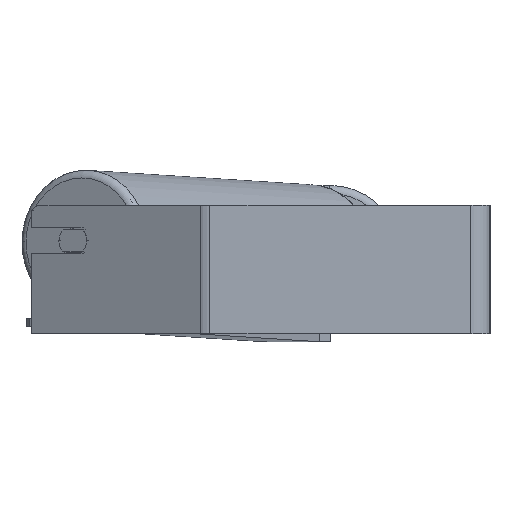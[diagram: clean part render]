
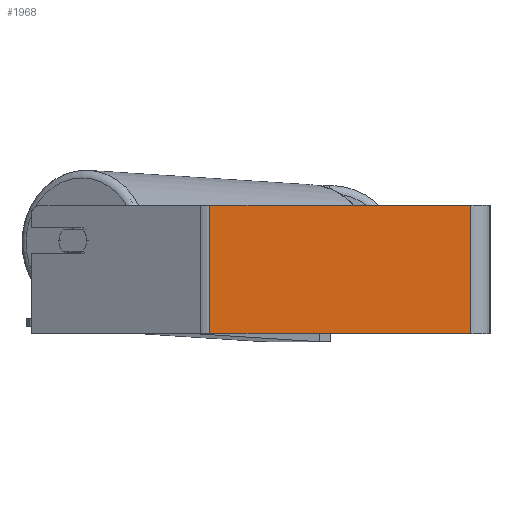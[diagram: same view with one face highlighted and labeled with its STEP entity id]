
A CAD part, left-side view. The second image highlights one B-rep face of the part: STEP entity #1968.
In plain terms, the highlighted planar face has unit normal (-1, 0, 0).
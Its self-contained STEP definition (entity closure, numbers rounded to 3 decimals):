
#14 = LINE ( 'NONE', #3455, #7171 ) ;
#108 = EDGE_CURVE ( 'NONE', #4771, #3875, #6075, .T. ) ;
#182 = LINE ( 'NONE', #2942, #4119 ) ;
#386 = VECTOR ( 'NONE', #6119, 1000. ) ;
#813 = EDGE_CURVE ( 'NONE', #3875, #4735, #6183, .T. ) ;
#1195 = FACE_OUTER_BOUND ( 'NONE', #3077, .T. ) ;
#1285 = PLANE ( 'NONE',  #7436 ) ;
#1518 = DIRECTION ( 'NONE',  ( 0., 0., -1. ) ) ;
#1790 = DIRECTION ( 'NONE',  ( 0., 0., -1. ) ) ;
#1968 = ADVANCED_FACE ( 'NONE', ( #1195 ), #1285, .F. ) ;
#2090 = CARTESIAN_POINT ( 'NONE',  ( -490., 12., 40. ) ) ;
#2232 = CARTESIAN_POINT ( 'NONE',  ( -490., 12., 40. ) ) ;
#2942 = CARTESIAN_POINT ( 'NONE',  ( -490., 174.94, 40. ) ) ;
#3077 = EDGE_LOOP ( 'NONE', ( #4812, #4265, #5626, #8550 ) ) ;
#3314 = CARTESIAN_POINT ( 'NONE',  ( -490., 178.155, 40. ) ) ;
#3455 = CARTESIAN_POINT ( 'NONE',  ( -490., 178.155, -40. ) ) ;
#3549 = DIRECTION ( 'NONE',  ( 0., -1., 0. ) ) ;
#3875 = VERTEX_POINT ( 'NONE', #2232 ) ;
#3930 = CARTESIAN_POINT ( 'NONE',  ( -490., 178.155, 40. ) ) ;
#4119 = VECTOR ( 'NONE', #1518, 1000. ) ;
#4265 = ORIENTED_EDGE ( 'NONE', *, *, #813, .F. ) ;
#4653 = DIRECTION ( 'NONE',  ( 1., 0., 0. ) ) ;
#4734 = DIRECTION ( 'NONE',  ( 0., 0., -1. ) ) ;
#4735 = VERTEX_POINT ( 'NONE', #6014 ) ;
#4771 = VERTEX_POINT ( 'NONE', #5315 ) ;
#4812 = ORIENTED_EDGE ( 'NONE', *, *, #6488, .T. ) ;
#5134 = VERTEX_POINT ( 'NONE', #7408 ) ;
#5315 = CARTESIAN_POINT ( 'NONE',  ( -490., 174.94, 40. ) ) ;
#5626 = ORIENTED_EDGE ( 'NONE', *, *, #108, .F. ) ;
#6014 = CARTESIAN_POINT ( 'NONE',  ( -490., 12., -40. ) ) ;
#6075 = LINE ( 'NONE', #3314, #386 ) ;
#6119 = DIRECTION ( 'NONE',  ( 0., -1., 0. ) ) ;
#6183 = LINE ( 'NONE', #2090, #7420 ) ;
#6488 = EDGE_CURVE ( 'NONE', #5134, #4735, #14, .T. ) ;
#7171 = VECTOR ( 'NONE', #3549, 1000. ) ;
#7408 = CARTESIAN_POINT ( 'NONE',  ( -490., 174.94, -40. ) ) ;
#7420 = VECTOR ( 'NONE', #4734, 1000. ) ;
#7436 = AXIS2_PLACEMENT_3D ( 'NONE', #3930, #4653, #1790 ) ;
#8025 = EDGE_CURVE ( 'NONE', #4771, #5134, #182, .T. ) ;
#8550 = ORIENTED_EDGE ( 'NONE', *, *, #8025, .T. ) ;
